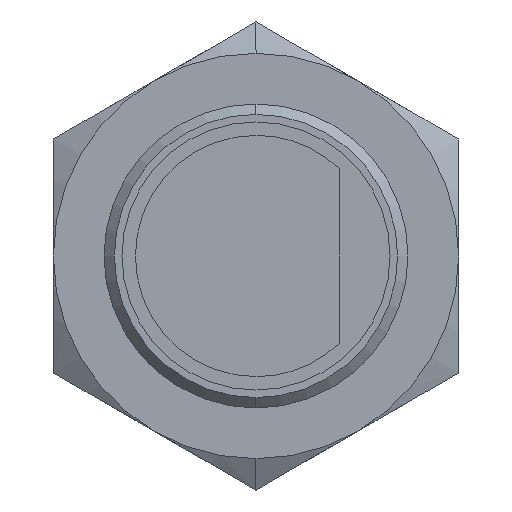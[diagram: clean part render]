
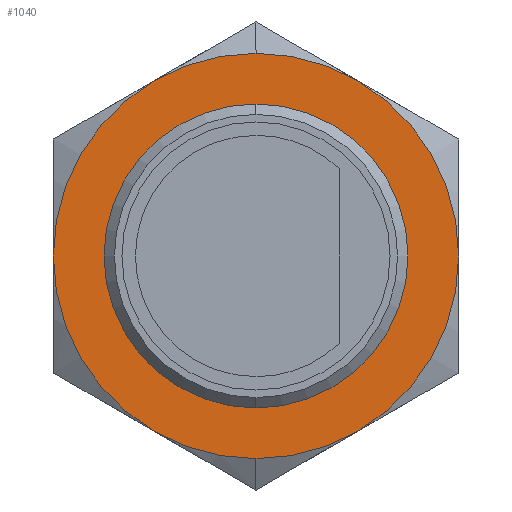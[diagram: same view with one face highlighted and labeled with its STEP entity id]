
A CAD part, left-side view. The second image highlights one B-rep face of the part: STEP entity #1040.
In plain terms, the highlighted planar face has unit normal (-1, 0, 0).
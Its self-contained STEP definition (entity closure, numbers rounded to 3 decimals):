
#907=CARTESIAN_POINT('POINT56',(12.27,0.,
   -9.));
#908=VERTEX_POINT('VERTEX56',#907);
#916=CARTESIAN_POINT('POINT57',(12.27,0.,
   9.));
#917=VERTEX_POINT('VERTEX57',#916);
#924=CARTESIAN_POINT('POS84',(12.27,0.,0.));
#925=DIRECTION('DIR133',(1.,0.,0.));
#926=DIRECTION('DIR134',(0.,0.,-1.));
#927=AXIS2_PLACEMENT_3D('AXIS50',#924,#925,#926);
#928=CIRCLE('ELLIPSE25',#927,9.);
#929=EDGE_CURVE('EDGE88',#908,#917,#928,.T.);
#940=EDGE_CURVE('EDGE89',#917,#908,#928,.T.);
#992=ORIENTED_EDGE('COEDGE183',*,*,#940,.T.);
#993=ORIENTED_EDGE('COEDGE184',*,*,#929,.T.);
#994=EDGE_LOOP('NONE',(#992,#993));
#995=FACE_BOUND('LOOP1',#994,.T.);
#996=CARTESIAN_POINT('POINT60',(12.27,12.,
   0.));
#997=VERTEX_POINT('VERTEX60',#996);
#998=CARTESIAN_POINT('POINT61',(12.27,6.,
   -10.392));
#999=VERTEX_POINT('VERTEX61',#998);
#1000=CARTESIAN_POINT('POS90',(12.27,0.,0.
   ));
#1001=DIRECTION('DIR143',(-1.,0.,0.));
#1002=DIRECTION('DIR144',(0.,0.,-1.));
#1003=AXIS2_PLACEMENT_3D('AXIS54',#1000,#1001,#1002);
#1004=CIRCLE('ELLIPSE27',#1003,12.);
#1005=EDGE_CURVE('EDGE94',#997,#999,#1004,.T.);
#1006=ORIENTED_EDGE('COEDGE185',*,*,#1005,.T.);
#1007=CARTESIAN_POINT('POINT62',(12.27,0.,
   -12.));
#1008=VERTEX_POINT('VERTEX62',#1007);
#1009=EDGE_CURVE('EDGE95',#999,#1008,#1004,.T.);
#1010=ORIENTED_EDGE('COEDGE186',*,*,#1009,.T.);
#1011=CARTESIAN_POINT('POINT63',(12.27,-6.,
   -10.392));
#1012=VERTEX_POINT('VERTEX63',#1011);
#1013=EDGE_CURVE('EDGE96',#1008,#1012,#1004,.T.);
#1014=ORIENTED_EDGE('COEDGE187',*,*,#1013,.T.);
#1015=CARTESIAN_POINT('POINT64',(12.27,-12.,
   0.));
#1016=VERTEX_POINT('VERTEX64',#1015);
#1017=EDGE_CURVE('EDGE97',#1012,#1016,#1004,.T.);
#1018=ORIENTED_EDGE('COEDGE188',*,*,#1017,.T.);
#1019=CARTESIAN_POINT('POINT65',(12.27,-6.,
   10.392));
#1020=VERTEX_POINT('VERTEX65',#1019);
#1021=EDGE_CURVE('EDGE98',#1016,#1020,#1004,.T.);
#1022=ORIENTED_EDGE('COEDGE189',*,*,#1021,.T.);
#1023=CARTESIAN_POINT('POINT66',(12.27,0.,
   12.));
#1024=VERTEX_POINT('VERTEX66',#1023);
#1025=EDGE_CURVE('EDGE99',#1020,#1024,#1004,.T.);
#1026=ORIENTED_EDGE('COEDGE190',*,*,#1025,.T.);
#1027=CARTESIAN_POINT('POINT67',(12.27,6.,
   10.392));
#1028=VERTEX_POINT('VERTEX67',#1027);
#1029=EDGE_CURVE('EDGE100',#1024,#1028,#1004,.T.);
#1030=ORIENTED_EDGE('COEDGE191',*,*,#1029,.T.);
#1031=EDGE_CURVE('EDGE101',#1028,#997,#1004,.T.);
#1032=ORIENTED_EDGE('COEDGE192',*,*,#1031,.T.);
#1033=EDGE_LOOP('NONE',(#1006,#1010,#1014,#1018,#1022,#1026,#1030,#1032)
   );
#1034=FACE_BOUND('LOOP1',#1033,.T.);
#1035=CARTESIAN_POINT('POS91',(12.27,0.,
   6.928));
#1036=DIRECTION('DIR145',(-1.,0.,0.));
#1037=DIRECTION('DIR146',(0.,1.,0.));
#1038=AXIS2_PLACEMENT_3D('AXIS55',#1035,#1036,#1037);
#1039=PLANE('PLANE12',#1038);
#1040=ADVANCED_FACE('FACE45',(#995,#1034),#1039,.T.);
